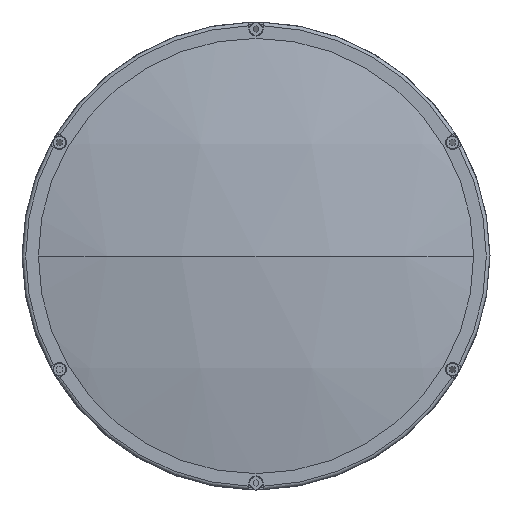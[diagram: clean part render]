
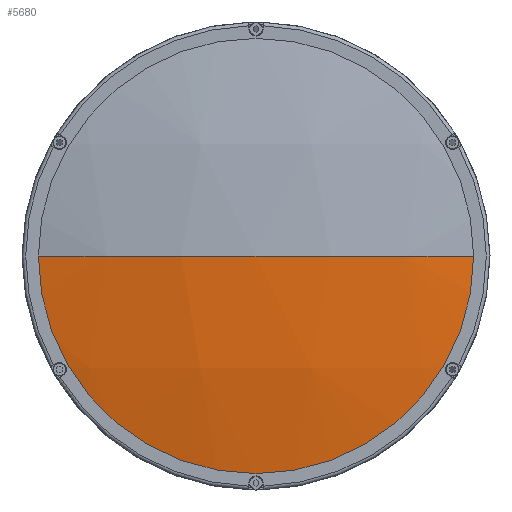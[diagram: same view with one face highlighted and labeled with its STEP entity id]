
A CAD part, left-side view. The second image highlights one B-rep face of the part: STEP entity #5680.
In plain terms, the highlighted spherical face has radius 434.72 mm.
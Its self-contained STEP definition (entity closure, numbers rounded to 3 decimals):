
#421 = SPHERICAL_SURFACE ( 'NONE', #4070, 434.72 ) ;
#437 = CIRCLE ( 'NONE', #9488, 434.72 ) ;
#605 = VERTEX_POINT ( 'NONE', #8974 ) ;
#754 = EDGE_CURVE ( 'NONE', #6870, #605, #3032, .T. ) ;
#939 = EDGE_CURVE ( 'NONE', #6870, #8518, #4921, .T. ) ;
#2360 = EDGE_LOOP ( 'NONE', ( #4097, #5636, #8354 ) ) ;
#2528 = DIRECTION ( 'NONE',  ( 0., -1., 0. ) ) ;
#2542 = DIRECTION ( 'NONE',  ( 0., 0., 1. ) ) ;
#2568 = CARTESIAN_POINT ( 'NONE',  ( 12.62, 0., 0. ) ) ;
#3032 = CIRCLE ( 'NONE', #7907, 95. ) ;
#3113 = DIRECTION ( 'NONE',  ( 0., 1., 0. ) ) ;
#3131 = DIRECTION ( 'NONE',  ( 0., 0., -1. ) ) ;
#3893 = CARTESIAN_POINT ( 'NONE',  ( 12.62, 0., 0. ) ) ;
#4009 = AXIS2_PLACEMENT_3D ( 'NONE', #2568, #2542, #2528 ) ;
#4070 = AXIS2_PLACEMENT_3D ( 'NONE', #3893, #3131, #3113 ) ;
#4097 = ORIENTED_EDGE ( 'NONE', *, *, #754, .T. ) ;
#4107 = EDGE_CURVE ( 'NONE', #605, #8518, #437, .T. ) ;
#4893 = DIRECTION ( 'NONE',  ( 0., 0., 1. ) ) ;
#4905 = DIRECTION ( 'NONE',  ( -1., 0., 0. ) ) ;
#4921 = CIRCLE ( 'NONE', #4009, 434.72 ) ;
#4925 = CARTESIAN_POINT ( 'NONE',  ( -411.593, 0., 0. ) ) ;
#5636 = ORIENTED_EDGE ( 'NONE', *, *, #4107, .T. ) ;
#5680 = ADVANCED_FACE ( 'NONE', ( #8830 ), #421, .T. ) ;
#5711 = CARTESIAN_POINT ( 'NONE',  ( -411.593, 95., 0. ) ) ;
#6240 = CARTESIAN_POINT ( 'NONE',  ( -422.1, 0., 0. ) ) ;
#6870 = VERTEX_POINT ( 'NONE', #5711 ) ;
#7556 = DIRECTION ( 'NONE',  ( 0., 1., 0. ) ) ;
#7570 = DIRECTION ( 'NONE',  ( 0., 0., -1. ) ) ;
#7573 = CARTESIAN_POINT ( 'NONE',  ( 12.62, 0., 0. ) ) ;
#7907 = AXIS2_PLACEMENT_3D ( 'NONE', #4925, #4905, #4893 ) ;
#8354 = ORIENTED_EDGE ( 'NONE', *, *, #939, .F. ) ;
#8518 = VERTEX_POINT ( 'NONE', #6240 ) ;
#8830 = FACE_OUTER_BOUND ( 'NONE', #2360, .T. ) ;
#8974 = CARTESIAN_POINT ( 'NONE',  ( -411.593, -95., 0. ) ) ;
#9488 = AXIS2_PLACEMENT_3D ( 'NONE', #7573, #7570, #7556 ) ;
